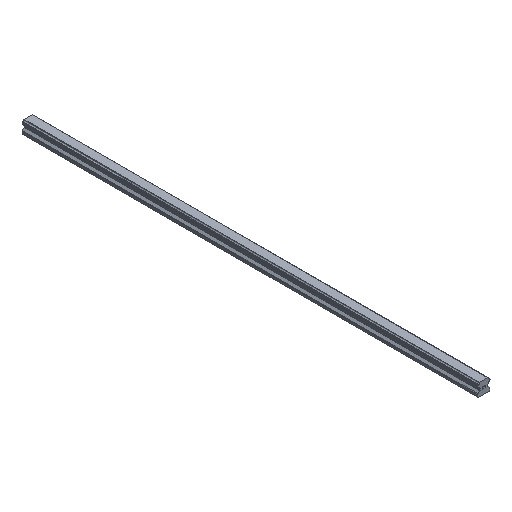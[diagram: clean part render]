
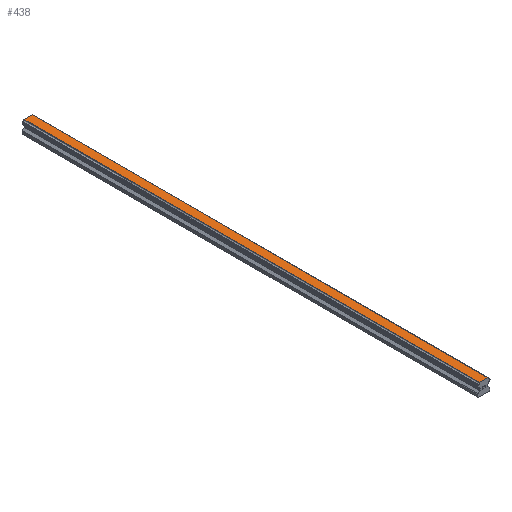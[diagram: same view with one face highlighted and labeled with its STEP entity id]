
A CAD part, isometric view. The second image highlights one B-rep face of the part: STEP entity #438.
In plain terms, the highlighted planar face has unit normal (0, 0, 1).
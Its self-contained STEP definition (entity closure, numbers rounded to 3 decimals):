
#438=ADVANCED_FACE('',(#899),#900,.T.);
#899=FACE_OUTER_BOUND('',#1386,.T.);
#900=PLANE('',#1387);
#1386=EDGE_LOOP('',(#2682,#2683,#2684,#2685));
#1387=AXIS2_PLACEMENT_3D('',#2686,#2687,#2688);
#2682=ORIENTED_EDGE('',*,*,#3308,.T.);
#2683=ORIENTED_EDGE('',*,*,#3422,.F.);
#2684=ORIENTED_EDGE('',*,*,#3170,.T.);
#2685=ORIENTED_EDGE('',*,*,#3420,.T.);
#2686=CARTESIAN_POINT('',(0.,560.0,15.));
#2687=DIRECTION('',(0.0,0.0,1.0));
#2688=DIRECTION('',(-1.0,0.0,0.0));
#3170=EDGE_CURVE('',#3885,#3883,#3886,.T.);
#3308=EDGE_CURVE('',#4116,#4114,#4117,.T.);
#3420=EDGE_CURVE('',#3883,#4116,#4251,.T.);
#3422=EDGE_CURVE('',#3885,#4114,#4253,.T.);
#3883=VERTEX_POINT('',#4879);
#3885=VERTEX_POINT('',#4882);
#3886=LINE('',#4883,#4884);
#4114=VERTEX_POINT('',#5198);
#4116=VERTEX_POINT('',#5201);
#4117=LINE('',#5202,#5203);
#4251=LINE('',#5371,#5372);
#4253=LINE('',#5374,#5375);
#4879=CARTESIAN_POINT('',(-5.049,560.0,15.));
#4882=CARTESIAN_POINT('',(5.049,560.0,15.));
#4883=CARTESIAN_POINT('',(5.049,560.0,15.));
#4884=VECTOR('',#5715,1.0);
#5198=CARTESIAN_POINT('',(5.049,0.0,15.));
#5201=CARTESIAN_POINT('',(-5.049,0.0,15.));
#5202=CARTESIAN_POINT('',(5.049,0.0,15.));
#5203=VECTOR('',#5881,1.0);
#5371=CARTESIAN_POINT('',(-5.049,560.0,15.));
#5372=VECTOR('',#6015,1.0);
#5374=CARTESIAN_POINT('',(5.049,560.0,15.));
#5375=VECTOR('',#6016,1.0);
#5715=DIRECTION('',(-1.0,0.0,0.0));
#5881=DIRECTION('',(1.0,0.0,0.0));
#6015=DIRECTION('',(0.0,-1.0,0.0));
#6016=DIRECTION('',(0.0,-1.0,0.0));
